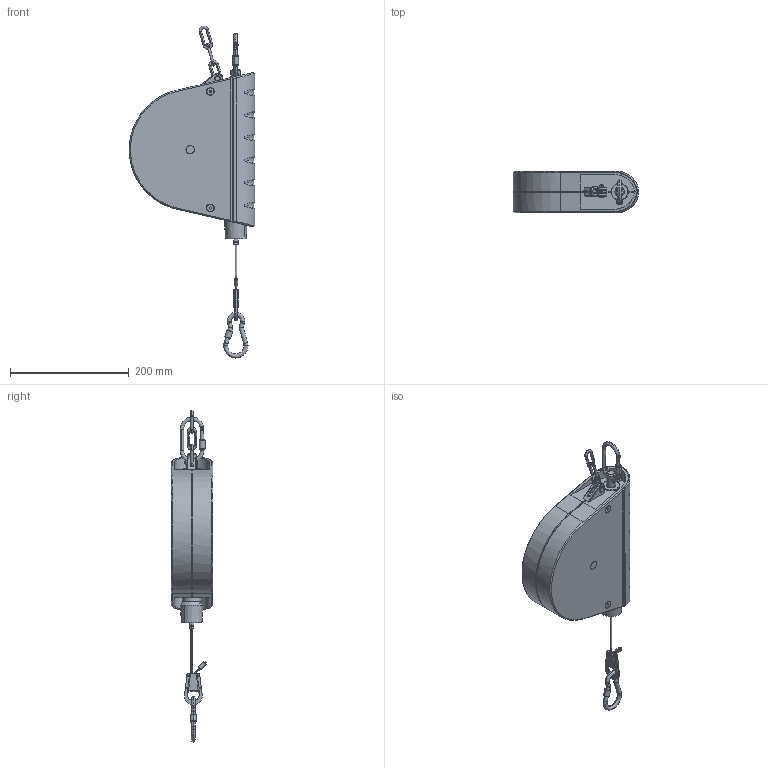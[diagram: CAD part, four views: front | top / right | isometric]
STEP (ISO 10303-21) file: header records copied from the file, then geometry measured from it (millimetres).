
FILE_DESCRIPTION (( 'STEP AP214' ), '1' );
FILE_NAME ('0014040_Federzug-Typ7221-22.STEP', '2015-01-23T08:56:19', ( '' ), ( '' ), 'SwSTEP 2.0', 'SolidWorks 2014', '' );
FILE_SCHEMA (( 'AUTOMOTIVE_DESIGN' ));
Length unit declared in the file: millimetre
Products named in the file (1): 0014040_Federzug-Typ7221-22
Bounding box: 211.25 x 70.15 x 558.5 mm (x, y, z)
Surface area: 193445.8 mm2 (no closed solid volume)
Topology: 0 solids, 38 shells, 466 faces, 1379 edges, 930 vertices
Faces by surface type: plane 160, cylinder 149, bspline 79, cone 42, torus 24, sphere 12
Entity records: 25821 total; most frequent: CARTESIAN_POINT 9047, ORIENTED_EDGE 2357, DIRECTION 2306, EDGE_CURVE 1355, VERTEX_POINT 920, AXIS2_PLACEMENT_3D 839, VECTOR 628, LINE 628
